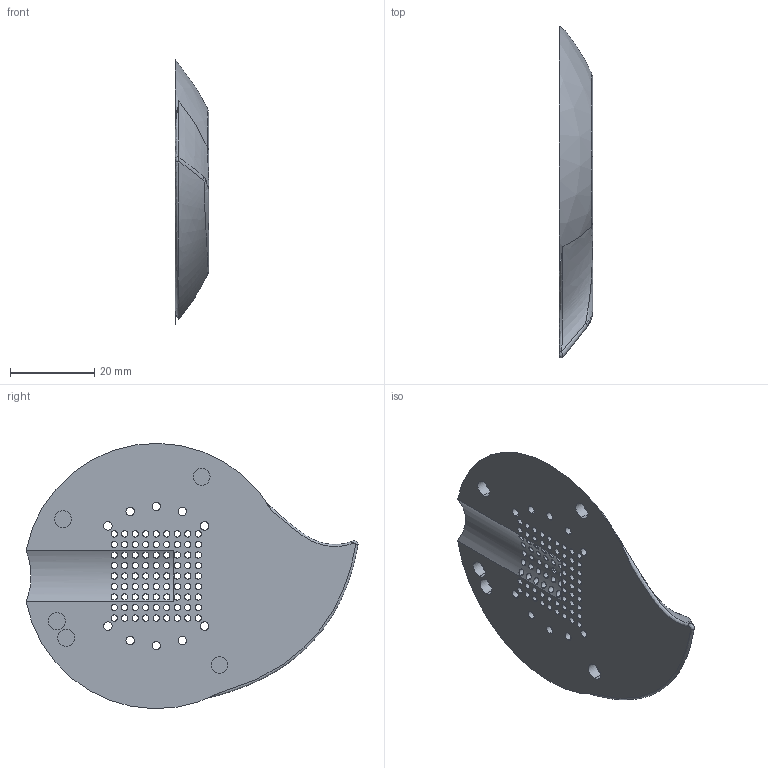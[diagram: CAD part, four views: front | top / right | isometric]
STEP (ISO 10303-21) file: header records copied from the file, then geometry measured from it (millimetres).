
FILE_DESCRIPTION (( 'STEP AP203' ), '1' );
FILE_NAME ('ear right_1.sldasm-Part-1_默认_sldprt.STEP', '2018-02-03T08:02:21', ( '' ), ( '' ), 'SwSTEP 2.0', 'SolidWorks 2014', '' );
FILE_SCHEMA (( 'CONFIG_CONTROL_DESIGN' ));
Length unit declared in the file: millimetre
Products named in the file (1): ear right_1.sldasm-Part-1_默认_sldprt
Bounding box: 8 x 78.95 x 63.11 mm (x, y, z)
Volume: 15963.3 mm3; surface area: 10443.4 mm2
Topology: 1 solids, 1 shells, 266 faces, 755 edges, 494 vertices
Faces by surface type: cylinder 222, plane 27, bspline 12, torus 3, sphere 2
Entity records: 11943 total; most frequent: CARTESIAN_POINT 4397, DIRECTION 1609, ORIENTED_EDGE 1508, EDGE_CURVE 754, AXIS2_PLACEMENT_3D 691, VERTEX_POINT 494, EDGE_LOOP 452, CIRCLE 436
